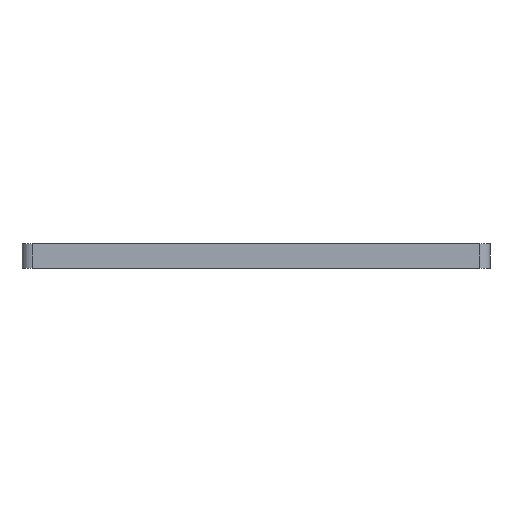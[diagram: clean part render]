
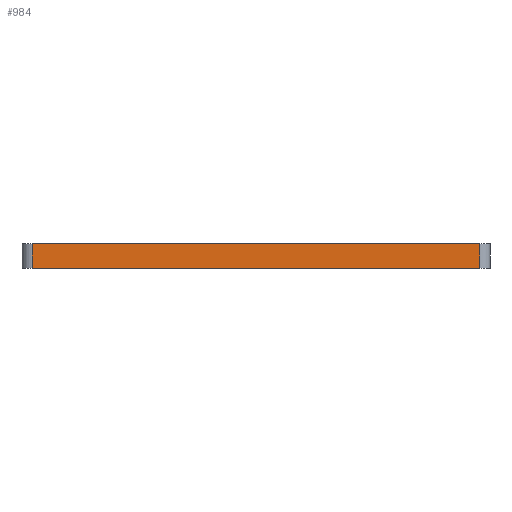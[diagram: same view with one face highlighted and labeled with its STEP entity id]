
A CAD part, front view. The second image highlights one B-rep face of the part: STEP entity #984.
In plain terms, the highlighted planar face has unit normal (0, -1, 0).
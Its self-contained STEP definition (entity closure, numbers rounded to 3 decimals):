
#945=CARTESIAN_POINT('',(0.,-21.925,11.));
#946=DIRECTION('',(0.,-1.,0.));
#947=DIRECTION('',(0.,0.,1.));
#948=AXIS2_PLACEMENT_3D('',#945,#946,#947);
#949=PLANE('',#948);
#950=CARTESIAN_POINT('',(27.175,-21.925,8.));
#951=VERTEX_POINT('',#950);
#952=CARTESIAN_POINT('',(-27.175,-21.925,8.));
#953=VERTEX_POINT('',#952);
#954=CARTESIAN_POINT('',(27.175,-21.925,8.));
#955=DIRECTION('',(-1.,-0.,0.));
#956=VECTOR('',#955,54.35);
#957=LINE('',#954,#956);
#958=EDGE_CURVE('',#951,#953,#957,.T.);
#959=ORIENTED_EDGE('',*,*,#958,.F.);
#960=CARTESIAN_POINT('',(27.175,-21.925,11.));
#961=VERTEX_POINT('',#960);
#962=CARTESIAN_POINT('',(27.175,-21.925,8.));
#963=DIRECTION('',(-0.,-0.,1.));
#964=VECTOR('',#963,3.);
#965=LINE('',#962,#964);
#966=EDGE_CURVE('',#951,#961,#965,.T.);
#967=ORIENTED_EDGE('',*,*,#966,.T.);
#968=CARTESIAN_POINT('',(-27.175,-21.925,11.));
#969=VERTEX_POINT('',#968);
#970=CARTESIAN_POINT('',(27.175,-21.925,11.));
#971=DIRECTION('',(-1.,-0.,0.));
#972=VECTOR('',#971,54.35);
#973=LINE('',#970,#972);
#974=EDGE_CURVE('',#961,#969,#973,.T.);
#975=ORIENTED_EDGE('',*,*,#974,.T.);
#976=CARTESIAN_POINT('',(-27.175,-21.925,11.));
#977=DIRECTION('',(0.,0.,-1.));
#978=VECTOR('',#977,3.);
#979=LINE('',#976,#978);
#980=EDGE_CURVE('',#969,#953,#979,.T.);
#981=ORIENTED_EDGE('',*,*,#980,.T.);
#982=EDGE_LOOP('',(#959,#967,#975,#981));
#983=FACE_BOUND('',#982,.T.);
#984=ADVANCED_FACE('',(#983),#949,.T.);
